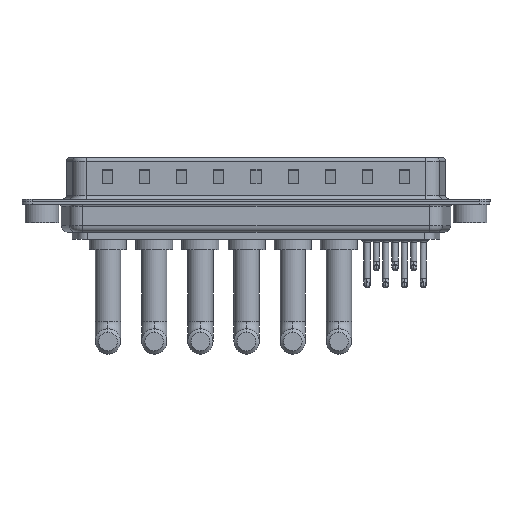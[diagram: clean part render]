
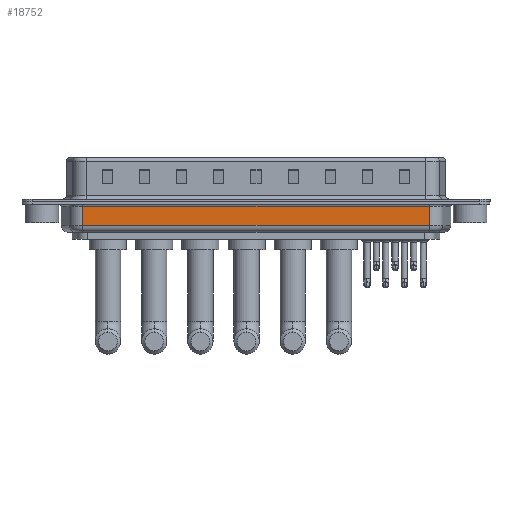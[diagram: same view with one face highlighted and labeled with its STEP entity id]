
A CAD part, front view. The second image highlights one B-rep face of the part: STEP entity #18752.
In plain terms, the highlighted planar face has unit normal (0, -1, 0).
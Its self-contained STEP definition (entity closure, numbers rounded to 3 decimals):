
#689 = CARTESIAN_POINT ( 'NONE',  ( 57.469, -5.35, -0.65 ) ) ;
#1074 = VECTOR ( 'NONE', #3454, 1000. ) ;
#1436 = CARTESIAN_POINT ( 'NONE',  ( 57.469, -5.35, -3.5 ) ) ;
#1726 = CARTESIAN_POINT ( 'NONE',  ( 6.031, -5.35, -0.65 ) ) ;
#1848 = LINE ( 'NONE', #9404, #1074 ) ;
#2637 = VECTOR ( 'NONE', #4020, 1000. ) ;
#3454 = DIRECTION ( 'NONE',  ( 1., 0., 0. ) ) ;
#4020 = DIRECTION ( 'NONE',  ( 0., 0., 1. ) ) ;
#5442 = EDGE_CURVE ( 'NONE', #23771, #20627, #22876, .T. ) ;
#6338 = EDGE_CURVE ( 'NONE', #12048, #20627, #22073, .T. ) ;
#6470 = EDGE_CURVE ( 'NONE', #23771, #15385, #1848, .T. ) ;
#8046 = CARTESIAN_POINT ( 'NONE',  ( 6.031, -5.35, -3.5 ) ) ;
#8834 = LINE ( 'NONE', #16419, #9536 ) ;
#9176 = ORIENTED_EDGE ( 'NONE', *, *, #6338, .T. ) ;
#9404 = CARTESIAN_POINT ( 'NONE',  ( 6.031, -5.35, -3.5 ) ) ;
#9536 = VECTOR ( 'NONE', #12669, 1000. ) ;
#10624 = ORIENTED_EDGE ( 'NONE', *, *, #6470, .T. ) ;
#11191 = AXIS2_PLACEMENT_3D ( 'NONE', #21406, #13831, #12449 ) ;
#12048 = VERTEX_POINT ( 'NONE', #689 ) ;
#12331 = FACE_OUTER_BOUND ( 'NONE', #13089, .T. ) ;
#12449 = DIRECTION ( 'NONE',  ( -1., 0., 0. ) ) ;
#12669 = DIRECTION ( 'NONE',  ( 0., 0., 1. ) ) ;
#13089 = EDGE_LOOP ( 'NONE', ( #15393, #10624, #21090, #9176 ) ) ;
#13831 = DIRECTION ( 'NONE',  ( 0., 1., 0. ) ) ;
#15385 = VERTEX_POINT ( 'NONE', #1436 ) ;
#15393 = ORIENTED_EDGE ( 'NONE', *, *, #5442, .F. ) ;
#15946 = EDGE_CURVE ( 'NONE', #15385, #12048, #8834, .T. ) ;
#16419 = CARTESIAN_POINT ( 'NONE',  ( 57.469, -5.35, -4.5 ) ) ;
#17051 = CARTESIAN_POINT ( 'NONE',  ( 6.031, -5.35, -4.5 ) ) ;
#18752 = ADVANCED_FACE ( 'NONE', ( #12331 ), #21769, .F. ) ;
#20627 = VERTEX_POINT ( 'NONE', #21466 ) ;
#21090 = ORIENTED_EDGE ( 'NONE', *, *, #15946, .T. ) ;
#21406 = CARTESIAN_POINT ( 'NONE',  ( 6.031, -5.35, -4.5 ) ) ;
#21466 = CARTESIAN_POINT ( 'NONE',  ( 6.031, -5.35, -0.65 ) ) ;
#21769 = PLANE ( 'NONE',  #11191 ) ;
#22069 = VECTOR ( 'NONE', #22313, 1000. ) ;
#22073 = LINE ( 'NONE', #1726, #22069 ) ;
#22313 = DIRECTION ( 'NONE',  ( -1., 0., 0. ) ) ;
#22876 = LINE ( 'NONE', #17051, #2637 ) ;
#23771 = VERTEX_POINT ( 'NONE', #8046 ) ;
